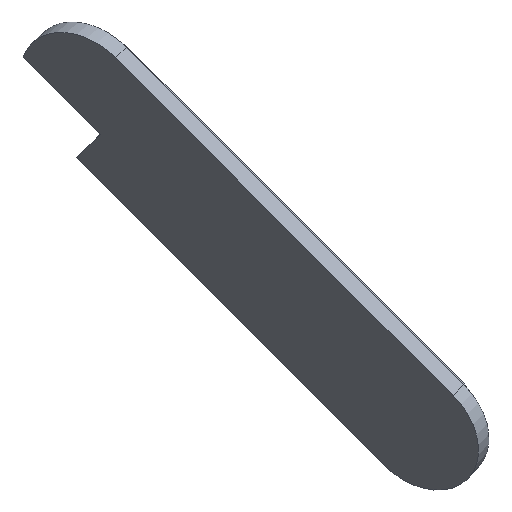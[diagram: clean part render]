
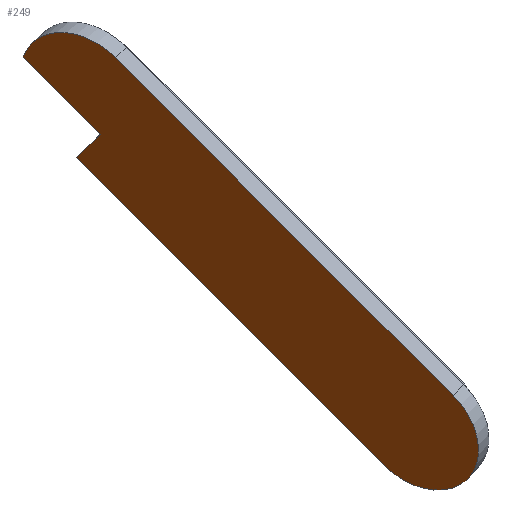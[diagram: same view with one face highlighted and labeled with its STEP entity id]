
A CAD part, front view. The second image highlights one B-rep face of the part: STEP entity #249.
In plain terms, the highlighted planar face has unit normal (-0.5, -0.707, -0.5).
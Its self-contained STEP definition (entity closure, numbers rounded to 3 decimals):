
#28=CIRCLE('',#284,4.363);
#29=CIRCLE('',#285,4.363);
#67=ORIENTED_EDGE('',*,*,#125,.T.);
#68=ORIENTED_EDGE('',*,*,#101,.T.);
#69=ORIENTED_EDGE('',*,*,#107,.F.);
#70=ORIENTED_EDGE('',*,*,#126,.T.);
#71=ORIENTED_EDGE('',*,*,#127,.T.);
#72=ORIENTED_EDGE('',*,*,#121,.T.);
#101=EDGE_CURVE('',#135,#133,#156,.T.);
#107=EDGE_CURVE('',#139,#133,#160,.T.);
#121=EDGE_CURVE('',#149,#150,#171,.T.);
#125=EDGE_CURVE('',#150,#135,#28,.T.);
#126=EDGE_CURVE('',#139,#153,#175,.T.);
#127=EDGE_CURVE('',#153,#149,#29,.T.);
#133=VERTEX_POINT('',#370);
#135=VERTEX_POINT('',#373);
#139=VERTEX_POINT('',#385);
#149=VERTEX_POINT('',#414);
#150=VERTEX_POINT('',#415);
#153=VERTEX_POINT('',#424);
#156=LINE('',#372,#179);
#160=LINE('',#384,#183);
#171=LINE('',#413,#194);
#175=LINE('',#423,#198);
#179=VECTOR('',#299,1000.);
#183=VECTOR('',#311,1000.);
#194=VECTOR('',#338,1000.);
#198=VECTOR('',#346,1000.);
#209=EDGE_LOOP('',(#67,#68,#69,#70,#71,#72));
#224=FACE_BOUND('',#209,.T.);
#238=PLANE('',#283);
#249=ADVANCED_FACE('',(#224),#238,.T.);
#283=AXIS2_PLACEMENT_3D('',#421,#342,#343);
#284=AXIS2_PLACEMENT_3D('',#422,#344,#345);
#285=AXIS2_PLACEMENT_3D('',#425,#347,#348);
#299=DIRECTION('',(0.707,0.,-0.707));
#311=DIRECTION('',(0.5,-0.707,0.5));
#338=DIRECTION('',(-0.707,0.,0.707));
#342=DIRECTION('',(-0.5,-0.707,-0.5));
#343=DIRECTION('',(0.816,-0.577,0.));
#344=DIRECTION('',(-0.5,-0.707,-0.5));
#345=DIRECTION('',(0.816,-0.577,0.));
#346=DIRECTION('',(0.707,0.,-0.707));
#347=DIRECTION('',(-0.5,-0.707,-0.5));
#348=DIRECTION('',(0.816,-0.577,0.));
#370=CARTESIAN_POINT('',(40.364,0.96,57.742));
#372=CARTESIAN_POINT('',(49.053,0.96,49.053));
#373=CARTESIAN_POINT('',(35.523,0.96,62.583));
#384=CARTESIAN_POINT('',(41.061,-0.025,58.439));
#385=CARTESIAN_POINT('',(38.879,3.06,56.258));
#413=CARTESIAN_POINT('',(51.932,-3.11,51.932));
#414=CARTESIAN_POINT('',(62.538,-3.11,41.325));
#415=CARTESIAN_POINT('',(41.325,-3.11,62.538));
#421=CARTESIAN_POINT('',(49.75,-0.025,49.75));
#422=CARTESIAN_POINT('',(39.143,-0.025,60.357));
#423=CARTESIAN_POINT('',(47.568,3.06,47.568));
#424=CARTESIAN_POINT('',(58.175,3.06,36.962));
#425=CARTESIAN_POINT('',(60.357,-0.025,39.143));
